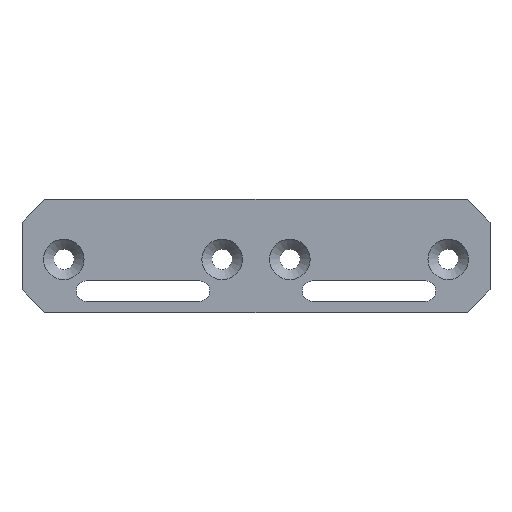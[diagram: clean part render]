
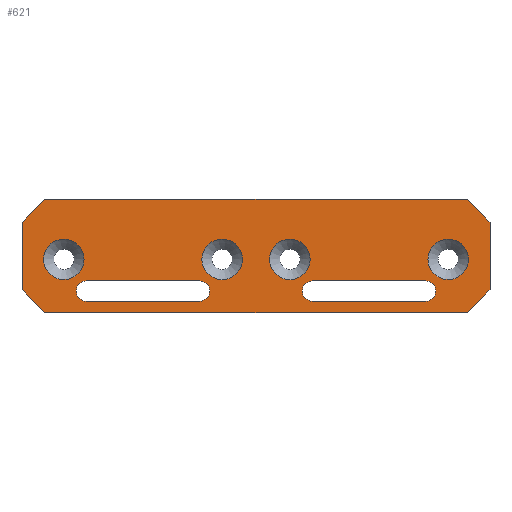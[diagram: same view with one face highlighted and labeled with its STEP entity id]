
A CAD part, front view. The second image highlights one B-rep face of the part: STEP entity #621.
In plain terms, the highlighted planar face has unit normal (0, -1, 0).
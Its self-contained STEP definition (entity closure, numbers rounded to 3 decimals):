
#31=FACE_BOUND('',#120,.T.);
#32=FACE_BOUND('',#121,.T.);
#33=FACE_BOUND('',#122,.T.);
#34=FACE_BOUND('',#123,.T.);
#35=FACE_BOUND('',#124,.T.);
#36=FACE_BOUND('',#125,.T.);
#53=CIRCLE('',#660,4.5);
#54=CIRCLE('',#661,4.5);
#55=CIRCLE('',#662,4.5);
#56=CIRCLE('',#663,4.5);
#57=CIRCLE('',#664,8.95);
#58=CIRCLE('',#665,8.95);
#59=CIRCLE('',#666,8.95);
#60=CIRCLE('',#667,8.95);
#83=FACE_OUTER_BOUND('',#119,.T.);
#119=EDGE_LOOP('',(#439,#440,#441,#442,#443,#444,#445,#446));
#120=EDGE_LOOP('',(#447,#448,#449,#450));
#121=EDGE_LOOP('',(#451,#452,#453,#454));
#122=EDGE_LOOP('',(#455));
#123=EDGE_LOOP('',(#456));
#124=EDGE_LOOP('',(#457));
#125=EDGE_LOOP('',(#458));
#177=LINE('',#915,#233);
#179=LINE('',#919,#235);
#182=LINE('',#925,#238);
#183=LINE('',#927,#239);
#184=LINE('',#929,#240);
#185=LINE('',#931,#241);
#186=LINE('',#933,#242);
#187=LINE('',#934,#243);
#188=LINE('',#939,#244);
#189=LINE('',#942,#245);
#190=LINE('',#947,#246);
#191=LINE('',#950,#247);
#233=VECTOR('',#727,14.142);
#235=VECTOR('',#731,187.);
#238=VECTOR('',#736,30.);
#239=VECTOR('',#737,14.142);
#240=VECTOR('',#738,187.);
#241=VECTOR('',#739,14.142);
#242=VECTOR('',#740,30.);
#243=VECTOR('',#741,14.142);
#244=VECTOR('',#744,50.);
#245=VECTOR('',#747,50.);
#246=VECTOR('',#750,50.);
#247=VECTOR('',#753,50.);
#289=VERTEX_POINT('',#912);
#290=VERTEX_POINT('',#914);
#291=VERTEX_POINT('',#918);
#293=VERTEX_POINT('',#924);
#294=VERTEX_POINT('',#926);
#295=VERTEX_POINT('',#928);
#296=VERTEX_POINT('',#930);
#297=VERTEX_POINT('',#932);
#298=VERTEX_POINT('',#935);
#299=VERTEX_POINT('',#936);
#300=VERTEX_POINT('',#938);
#301=VERTEX_POINT('',#940);
#302=VERTEX_POINT('',#943);
#303=VERTEX_POINT('',#944);
#304=VERTEX_POINT('',#946);
#305=VERTEX_POINT('',#948);
#306=VERTEX_POINT('',#951);
#307=VERTEX_POINT('',#953);
#308=VERTEX_POINT('',#955);
#309=VERTEX_POINT('',#957);
#349=EDGE_CURVE('',#289,#290,#177,.T.);
#351=EDGE_CURVE('',#290,#291,#179,.T.);
#354=EDGE_CURVE('',#293,#289,#182,.T.);
#355=EDGE_CURVE('',#294,#293,#183,.T.);
#356=EDGE_CURVE('',#295,#294,#184,.T.);
#357=EDGE_CURVE('',#296,#295,#185,.T.);
#358=EDGE_CURVE('',#297,#296,#186,.T.);
#359=EDGE_CURVE('',#291,#297,#187,.T.);
#360=EDGE_CURVE('',#298,#299,#53,.T.);
#361=EDGE_CURVE('',#299,#300,#188,.T.);
#362=EDGE_CURVE('',#300,#301,#54,.T.);
#363=EDGE_CURVE('',#301,#298,#189,.T.);
#364=EDGE_CURVE('',#302,#303,#55,.T.);
#365=EDGE_CURVE('',#303,#304,#190,.T.);
#366=EDGE_CURVE('',#304,#305,#56,.T.);
#367=EDGE_CURVE('',#305,#302,#191,.T.);
#368=EDGE_CURVE('',#306,#306,#57,.T.);
#369=EDGE_CURVE('',#307,#307,#58,.T.);
#370=EDGE_CURVE('',#308,#308,#59,.T.);
#371=EDGE_CURVE('',#309,#309,#60,.T.);
#439=ORIENTED_EDGE('',*,*,#349,.F.);
#440=ORIENTED_EDGE('',*,*,#354,.F.);
#441=ORIENTED_EDGE('',*,*,#355,.F.);
#442=ORIENTED_EDGE('',*,*,#356,.F.);
#443=ORIENTED_EDGE('',*,*,#357,.F.);
#444=ORIENTED_EDGE('',*,*,#358,.F.);
#445=ORIENTED_EDGE('',*,*,#359,.F.);
#446=ORIENTED_EDGE('',*,*,#351,.F.);
#447=ORIENTED_EDGE('',*,*,#360,.T.);
#448=ORIENTED_EDGE('',*,*,#361,.T.);
#449=ORIENTED_EDGE('',*,*,#362,.T.);
#450=ORIENTED_EDGE('',*,*,#363,.T.);
#451=ORIENTED_EDGE('',*,*,#364,.T.);
#452=ORIENTED_EDGE('',*,*,#365,.T.);
#453=ORIENTED_EDGE('',*,*,#366,.T.);
#454=ORIENTED_EDGE('',*,*,#367,.T.);
#455=ORIENTED_EDGE('',*,*,#368,.T.);
#456=ORIENTED_EDGE('',*,*,#369,.T.);
#457=ORIENTED_EDGE('',*,*,#370,.T.);
#458=ORIENTED_EDGE('',*,*,#371,.T.);
#601=PLANE('',#659);
#621=ADVANCED_FACE('',(#83,#31,#32,#33,#34,#35,#36),#601,.F.);
#659=AXIS2_PLACEMENT_3D('',#923,#734,#735);
#660=AXIS2_PLACEMENT_3D('',#937,#742,#743);
#661=AXIS2_PLACEMENT_3D('',#941,#745,#746);
#662=AXIS2_PLACEMENT_3D('',#945,#748,#749);
#663=AXIS2_PLACEMENT_3D('',#949,#751,#752);
#664=AXIS2_PLACEMENT_3D('',#952,#754,#755);
#665=AXIS2_PLACEMENT_3D('',#954,#756,#757);
#666=AXIS2_PLACEMENT_3D('',#956,#758,#759);
#667=AXIS2_PLACEMENT_3D('',#958,#760,#761);
#727=DIRECTION('',(0.707,0.,0.707));
#731=DIRECTION('',(1.,0.,0.));
#734=DIRECTION('center_axis',(0.,1.,0.));
#735=DIRECTION('ref_axis',(0.,0.,1.));
#736=DIRECTION('',(0.,0.,1.));
#737=DIRECTION('',(-0.707,0.,0.707));
#738=DIRECTION('',(-1.,0.,0.));
#739=DIRECTION('',(-0.707,0.,-0.707));
#740=DIRECTION('',(0.,0.,-1.));
#741=DIRECTION('',(0.707,0.,-0.707));
#742=DIRECTION('center_axis',(0.,1.,0.));
#743=DIRECTION('ref_axis',(0.,0.,1.));
#744=DIRECTION('',(-1.,0.,0.));
#745=DIRECTION('center_axis',(0.,1.,0.));
#746=DIRECTION('ref_axis',(0.,0.,-1.));
#747=DIRECTION('',(1.,0.,0.));
#748=DIRECTION('center_axis',(0.,1.,0.));
#749=DIRECTION('ref_axis',(0.,0.,-1.));
#750=DIRECTION('',(-1.,0.,0.));
#751=DIRECTION('center_axis',(0.,1.,0.));
#752=DIRECTION('ref_axis',(0.,0.,1.));
#753=DIRECTION('',(1.,0.,0.));
#754=DIRECTION('center_axis',(0.,1.,0.));
#755=DIRECTION('ref_axis',(1.,0.,0.));
#756=DIRECTION('center_axis',(0.,1.,0.));
#757=DIRECTION('ref_axis',(1.,0.,0.));
#758=DIRECTION('center_axis',(0.,1.,0.));
#759=DIRECTION('ref_axis',(1.,0.,0.));
#760=DIRECTION('center_axis',(0.,1.,0.));
#761=DIRECTION('ref_axis',(1.,0.,0.));
#912=CARTESIAN_POINT('',(-103.5,-7.5,15.));
#914=CARTESIAN_POINT('',(-93.5,-7.5,25.));
#915=CARTESIAN_POINT('',(-78.875,-7.5,39.625));
#918=CARTESIAN_POINT('',(93.5,-7.5,25.));
#919=CARTESIAN_POINT('',(-103.5,-7.5,25.));
#923=CARTESIAN_POINT('Origin',(0.,-7.5,0.));
#924=CARTESIAN_POINT('',(-103.5,-7.5,-15.));
#925=CARTESIAN_POINT('',(-103.5,-7.5,-25.));
#926=CARTESIAN_POINT('',(-93.5,-7.5,-25.));
#927=CARTESIAN_POINT('',(-78.875,-7.5,-39.625));
#928=CARTESIAN_POINT('',(93.5,-7.5,-25.));
#929=CARTESIAN_POINT('',(103.5,-7.5,-25.));
#930=CARTESIAN_POINT('',(103.5,-7.5,-15.));
#931=CARTESIAN_POINT('',(78.875,-7.5,-39.625));
#932=CARTESIAN_POINT('',(103.5,-7.5,15.));
#933=CARTESIAN_POINT('',(103.5,-7.5,25.));
#934=CARTESIAN_POINT('',(78.875,-7.5,39.625));
#935=CARTESIAN_POINT('',(-25.,-7.5,-11.));
#936=CARTESIAN_POINT('',(-25.,-7.5,-20.));
#937=CARTESIAN_POINT('Origin',(-25.,-7.5,-15.5));
#938=CARTESIAN_POINT('',(-75.,-7.5,-20.));
#939=CARTESIAN_POINT('',(-12.5,-7.5,-20.));
#940=CARTESIAN_POINT('',(-75.,-7.5,-11.));
#941=CARTESIAN_POINT('Origin',(-75.,-7.5,-15.5));
#942=CARTESIAN_POINT('',(-37.5,-7.5,-11.));
#943=CARTESIAN_POINT('',(75.,-7.5,-11.));
#944=CARTESIAN_POINT('',(75.,-7.5,-20.));
#945=CARTESIAN_POINT('Origin',(75.,-7.5,-15.5));
#946=CARTESIAN_POINT('',(25.,-7.5,-20.));
#947=CARTESIAN_POINT('',(37.5,-7.5,-20.));
#948=CARTESIAN_POINT('',(25.,-7.5,-11.));
#949=CARTESIAN_POINT('Origin',(25.,-7.5,-15.5));
#950=CARTESIAN_POINT('',(12.5,-7.5,-11.));
#951=CARTESIAN_POINT('',(23.95,-7.5,-1.5));
#952=CARTESIAN_POINT('Origin',(15.,-7.5,-1.5));
#953=CARTESIAN_POINT('',(-76.05,-7.5,-1.5));
#954=CARTESIAN_POINT('Origin',(-85.,-7.5,-1.5));
#955=CARTESIAN_POINT('',(-6.05,-7.5,-1.5));
#956=CARTESIAN_POINT('Origin',(-15.,-7.5,-1.5));
#957=CARTESIAN_POINT('',(93.95,-7.5,-1.5));
#958=CARTESIAN_POINT('Origin',(85.,-7.5,-1.5));
